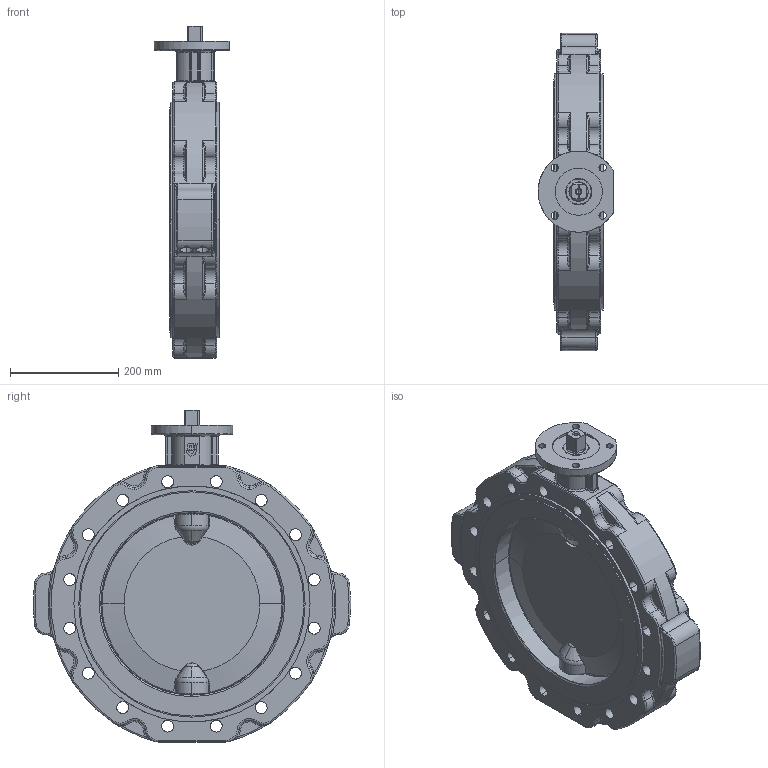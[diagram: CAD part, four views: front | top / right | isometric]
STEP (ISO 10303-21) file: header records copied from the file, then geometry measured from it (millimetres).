
FILE_DESCRIPTION(('HOOPS Exchange Step'),'2;1');
FILE_NAME('AK09_DN350_PN10_oH.stp','2025-10-06T11:08:50+02:00',('nieru'),('Unknown organisation'),'HOOPS Exchange 2024.2','HOOPS Exchange','Unknown authorisation');
FILE_SCHEMA( ('AP203_CONFIGURATION_CONTROLLED_3D_DESIGN_OF_MECHANICAL_PARTS_AND_ASSEMBLIES_MIM_LF') );
Length unit declared in the file: millimetre
Products named in the file (2): 0; root
Assembly tree (1 placements, depth 2):
  root
    0
Bounding box: 140 x 585.64 x 612.89 mm (x, y, z)
Volume: 13262796.8 mm3; surface area: 993313.3 mm2
Topology: 1 solids, 1 shells, 795 faces, 2090 edges, 1254 vertices
Faces by surface type: cylinder 262, torus 250, plane 167, bspline 52, cone 46, sphere 18
Entity records: 84681 total; most frequent: CARTESIAN_POINT 67002, ORIENTED_EDGE 4072, DIRECTION 3119, EDGE_CURVE 2036, VERTEX_POINT 1270, AXIS2_PLACEMENT_3D 1259, EDGE_LOOP 870, FACE_BOUND 870
